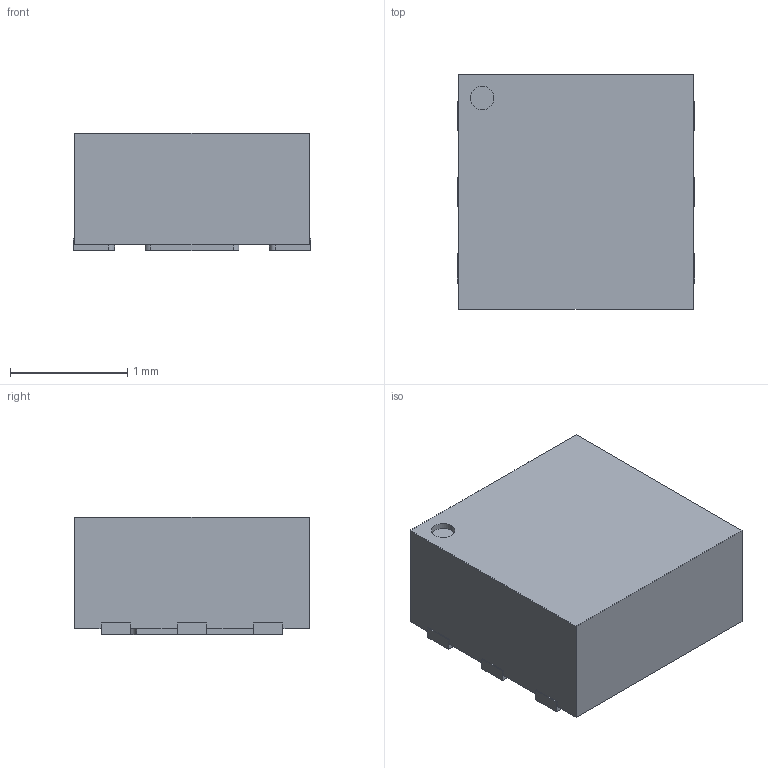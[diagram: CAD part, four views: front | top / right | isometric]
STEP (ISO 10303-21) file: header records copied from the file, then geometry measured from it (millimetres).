
FILE_DESCRIPTION (( 'STEP AP214' ), '1' );
FILE_NAME ('User Library-DFN6.STEP', '2019-05-02T13:45:43', ( '' ), ( '' ), 'SwSTEP 2.0', 'SolidWorks 2019', '' );
FILE_SCHEMA (( 'AUTOMOTIVE_DESIGN' ));
Length unit declared in the file: millimetre
Products named in the file (1): User Library-DFN6
Bounding box: 2.02 x 2 x 1 mm (x, y, z)
Volume: 3.9 mm3; surface area: 16.2 mm2
Topology: 1 solids, 1 shells, 67 faces, 189 edges, 126 vertices
Faces by surface type: plane 48, cylinder 19
Entity records: 2294 total; most frequent: CARTESIAN_POINT 383, ORIENTED_EDGE 378, DIRECTION 363, EDGE_CURVE 189, LINE 151, VECTOR 151, VERTEX_POINT 126, AXIS2_PLACEMENT_3D 106
